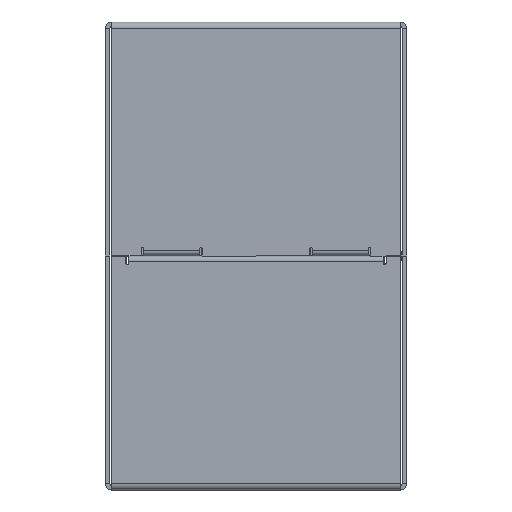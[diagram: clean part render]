
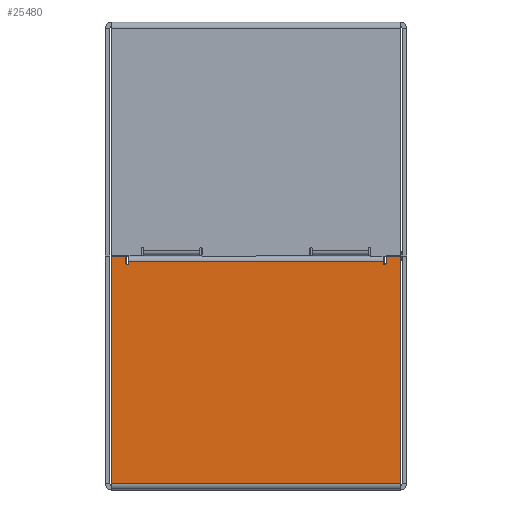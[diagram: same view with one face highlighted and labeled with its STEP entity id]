
A CAD part, left-side view. The second image highlights one B-rep face of the part: STEP entity #25480.
In plain terms, the highlighted face is planar.
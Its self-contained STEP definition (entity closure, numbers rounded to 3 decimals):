
#117 = EDGE_CURVE ( 'NONE', #17647, #8175, #17979, .T. ) ;
#365 = VERTEX_POINT ( 'NONE', #23554 ) ;
#497 = CARTESIAN_POINT ( 'NONE',  ( -6.945, -7.3, 0. ) ) ;
#1258 = EDGE_CURVE ( 'NONE', #13469, #17647, #28251, .T. ) ;
#1783 = VECTOR ( 'NONE', #17008, 1000. ) ;
#2952 = EDGE_CURVE ( 'NONE', #13469, #10715, #20855, .T. ) ;
#3096 = VECTOR ( 'NONE', #6658, 1000. ) ;
#3865 = DIRECTION ( 'NONE',  ( 0., 0., -1. ) ) ;
#3981 = LINE ( 'NONE', #497, #37354 ) ;
#4808 = DIRECTION ( 'NONE',  ( 0., 0., 1. ) ) ;
#5141 = VECTOR ( 'NONE', #27475, 1000. ) ;
#5358 = CARTESIAN_POINT ( 'NONE',  ( 7.72, -7.3, -0.08 ) ) ;
#6332 = ORIENTED_EDGE ( 'NONE', *, *, #19455, .T. ) ;
#6658 = DIRECTION ( 'NONE',  ( 0., 0., 1. ) ) ;
#7054 = DIRECTION ( 'NONE',  ( 0., 0., 1. ) ) ;
#7077 = CARTESIAN_POINT ( 'NONE',  ( 7.72, -7.3, -0.08 ) ) ;
#7313 = CARTESIAN_POINT ( 'NONE',  ( 6.82, -7.3, -11.975 ) ) ;
#7583 = CARTESIAN_POINT ( 'NONE',  ( 6.882, -7.3, -11.85 ) ) ;
#8058 = VECTOR ( 'NONE', #7054, 1000. ) ;
#8175 = VERTEX_POINT ( 'NONE', #5358 ) ;
#8385 = CIRCLE ( 'NONE', #27444, 0.063 ) ;
#8698 = VERTEX_POINT ( 'NONE', #10126 ) ;
#9106 = CARTESIAN_POINT ( 'NONE',  ( -6.882, -7.3, -11.85 ) ) ;
#9251 = DIRECTION ( 'NONE',  ( 0., 0., -1. ) ) ;
#9317 = CARTESIAN_POINT ( 'NONE',  ( 6.82, -7.3, -11.85 ) ) ;
#9604 = CARTESIAN_POINT ( 'NONE',  ( 6.945, -7.3, -11.85 ) ) ;
#10012 = ORIENTED_EDGE ( 'NONE', *, *, #27275, .F. ) ;
#10091 = CIRCLE ( 'NONE', #29295, 0.063 ) ;
#10126 = CARTESIAN_POINT ( 'NONE',  ( -7.72, -7.3, -0.08 ) ) ;
#10715 = VERTEX_POINT ( 'NONE', #9604 ) ;
#10769 = VERTEX_POINT ( 'NONE', #33645 ) ;
#10906 = CARTESIAN_POINT ( 'NONE',  ( 6.82, -7.3, 0. ) ) ;
#10938 = DIRECTION ( 'NONE',  ( 0., 0., 1. ) ) ;
#11626 = CARTESIAN_POINT ( 'NONE',  ( 7.72, -7.3, 0. ) ) ;
#12025 = DIRECTION ( 'NONE',  ( 0., 1., 0. ) ) ;
#12463 = DIRECTION ( 'NONE',  ( 0., 0., 1. ) ) ;
#12878 = LINE ( 'NONE', #7077, #21750 ) ;
#13252 = ORIENTED_EDGE ( 'NONE', *, *, #37756, .F. ) ;
#13424 = EDGE_CURVE ( 'NONE', #29270, #20466, #40589, .T. ) ;
#13469 = VERTEX_POINT ( 'NONE', #30967 ) ;
#13689 = ORIENTED_EDGE ( 'NONE', *, *, #1258, .T. ) ;
#13870 = ORIENTED_EDGE ( 'NONE', *, *, #117, .T. ) ;
#14909 = CARTESIAN_POINT ( 'NONE',  ( -6.82, -7.3, -11.975 ) ) ;
#16716 = FACE_OUTER_BOUND ( 'NONE', #27977, .T. ) ;
#17008 = DIRECTION ( 'NONE',  ( 1., 0., 0. ) ) ;
#17647 = VERTEX_POINT ( 'NONE', #42038 ) ;
#17979 = LINE ( 'NONE', #11626, #8058 ) ;
#18684 = VECTOR ( 'NONE', #9251, 1000. ) ;
#19455 = EDGE_CURVE ( 'NONE', #10769, #42832, #27325, .T. ) ;
#20183 = CARTESIAN_POINT ( 'NONE',  ( 7.72, -7.3, -12.25 ) ) ;
#20466 = VERTEX_POINT ( 'NONE', #7313 ) ;
#20586 = ORIENTED_EDGE ( 'NONE', *, *, #34208, .T. ) ;
#20855 = LINE ( 'NONE', #29964, #3096 ) ;
#21021 = EDGE_CURVE ( 'NONE', #10715, #29270, #10091, .T. ) ;
#21190 = VERTEX_POINT ( 'NONE', #14909 ) ;
#21750 = VECTOR ( 'NONE', #33758, 1000. ) ;
#21938 = CARTESIAN_POINT ( 'NONE',  ( 7.72, -7.3, 0. ) ) ;
#22952 = ORIENTED_EDGE ( 'NONE', *, *, #13424, .F. ) ;
#23554 = CARTESIAN_POINT ( 'NONE',  ( -6.82, -7.3, -11.85 ) ) ;
#24802 = CARTESIAN_POINT ( 'NONE',  ( -6.82, -7.3, 0. ) ) ;
#25295 = PLANE ( 'NONE',  #35569 ) ;
#25480 = ADVANCED_FACE ( 'NONE', ( #16716 ), #25295, .F. ) ;
#25673 = DIRECTION ( 'NONE',  ( 1., 0., 0. ) ) ;
#27220 = VECTOR ( 'NONE', #25673, 1000. ) ;
#27247 = EDGE_CURVE ( 'NONE', #8698, #8175, #12878, .T. ) ;
#27275 = EDGE_CURVE ( 'NONE', #30840, #42832, #3981, .T. ) ;
#27325 = LINE ( 'NONE', #20183, #1783 ) ;
#27444 = AXIS2_PLACEMENT_3D ( 'NONE', #9106, #32390, #12463 ) ;
#27475 = DIRECTION ( 'NONE',  ( 0., 0., -1. ) ) ;
#27977 = EDGE_LOOP ( 'NONE', ( #10012, #31470, #13252, #20586, #22952, #30429, #40889, #13689, #13870, #41991, #30290, #6332 ) ) ;
#28251 = LINE ( 'NONE', #32219, #27220 ) ;
#28549 = LINE ( 'NONE', #35749, #18684 ) ;
#28788 = CARTESIAN_POINT ( 'NONE',  ( -6.945, -7.3, -11.85 ) ) ;
#29270 = VERTEX_POINT ( 'NONE', #9317 ) ;
#29295 = AXIS2_PLACEMENT_3D ( 'NONE', #7583, #30856, #10938 ) ;
#29368 = LINE ( 'NONE', #29748, #38253 ) ;
#29748 = CARTESIAN_POINT ( 'NONE',  ( -6.82, -7.3, -11.975 ) ) ;
#29964 = CARTESIAN_POINT ( 'NONE',  ( 6.945, -7.3, 0. ) ) ;
#30290 = ORIENTED_EDGE ( 'NONE', *, *, #38817, .T. ) ;
#30429 = ORIENTED_EDGE ( 'NONE', *, *, #21021, .F. ) ;
#30840 = VERTEX_POINT ( 'NONE', #28788 ) ;
#30856 = DIRECTION ( 'NONE',  ( 0., -1., 0. ) ) ;
#30967 = CARTESIAN_POINT ( 'NONE',  ( 6.945, -7.3, -12.25 ) ) ;
#31470 = ORIENTED_EDGE ( 'NONE', *, *, #37213, .F. ) ;
#32219 = CARTESIAN_POINT ( 'NONE',  ( 7.72, -7.3, -12.25 ) ) ;
#32390 = DIRECTION ( 'NONE',  ( 0., -1., 0. ) ) ;
#33645 = CARTESIAN_POINT ( 'NONE',  ( -7.72, -7.3, -12.25 ) ) ;
#33758 = DIRECTION ( 'NONE',  ( 1., 0., 0. ) ) ;
#34208 = EDGE_CURVE ( 'NONE', #21190, #20466, #29368, .T. ) ;
#35315 = DIRECTION ( 'NONE',  ( 0., 0., 1. ) ) ;
#35569 = AXIS2_PLACEMENT_3D ( 'NONE', #21938, #12025, #35315 ) ;
#35749 = CARTESIAN_POINT ( 'NONE',  ( -7.72, -7.3, -12.25 ) ) ;
#37213 = EDGE_CURVE ( 'NONE', #365, #30840, #8385, .T. ) ;
#37354 = VECTOR ( 'NONE', #3865, 1000. ) ;
#37756 = EDGE_CURVE ( 'NONE', #21190, #365, #39598, .T. ) ;
#38253 = VECTOR ( 'NONE', #39820, 1000. ) ;
#38558 = VECTOR ( 'NONE', #4808, 1000. ) ;
#38699 = CARTESIAN_POINT ( 'NONE',  ( -6.945, -7.3, -12.25 ) ) ;
#38817 = EDGE_CURVE ( 'NONE', #8698, #10769, #28549, .T. ) ;
#39598 = LINE ( 'NONE', #24802, #38558 ) ;
#39820 = DIRECTION ( 'NONE',  ( 1., 0., 0. ) ) ;
#40589 = LINE ( 'NONE', #10906, #5141 ) ;
#40889 = ORIENTED_EDGE ( 'NONE', *, *, #2952, .F. ) ;
#41991 = ORIENTED_EDGE ( 'NONE', *, *, #27247, .F. ) ;
#42038 = CARTESIAN_POINT ( 'NONE',  ( 7.72, -7.3, -12.25 ) ) ;
#42832 = VERTEX_POINT ( 'NONE', #38699 ) ;
